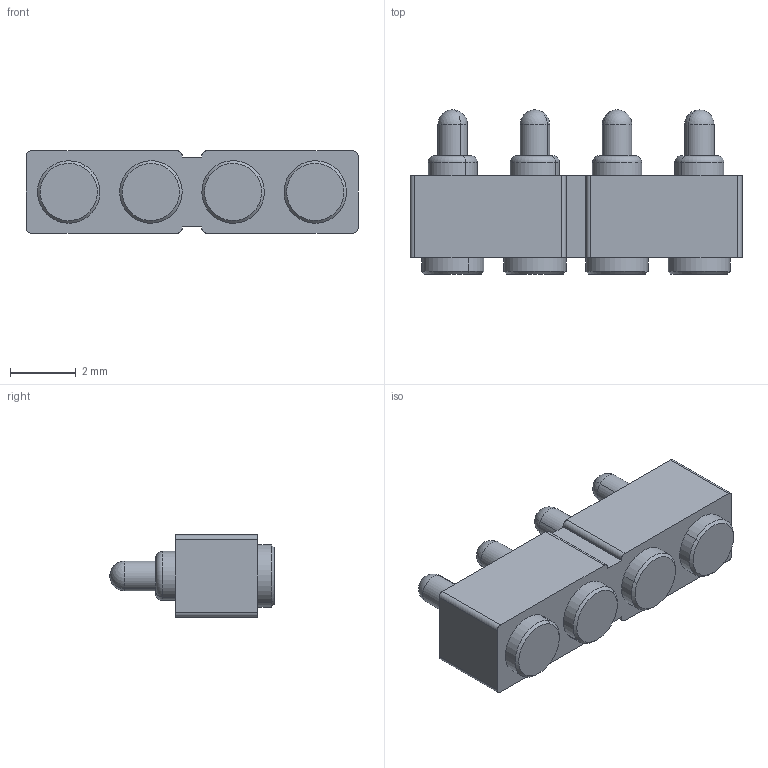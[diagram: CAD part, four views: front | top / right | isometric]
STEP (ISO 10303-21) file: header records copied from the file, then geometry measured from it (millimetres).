
FILE_DESCRIPTION (( 'STEP AP214' ), '1' );
FILE_NAME ('UEBK-13008.STEP', '2020-08-06T07:08:25', ( '' ), ( '' ), 'SwSTEP 2.0', 'SolidWorks 2020', '' );
FILE_SCHEMA (( 'AUTOMOTIVE_DESIGN' ));
Length unit declared in the file: millimetre
Products named in the file (3): UEBK-13008; UEBK-13008-Pin; UEBK-13008-Gehäuse
Assembly tree (5 placements, depth 2):
  UEBK-13008
    UEBK-13008-Gehäuse
    UEBK-13008-Pin  x4
Bounding box: 10.1 x 5 x 2.5 mm (x, y, z)
Volume: 75.3 mm3; surface area: 250.1 mm2
Topology: 5 solids, 5 shells, 90 faces, 212 edges, 132 vertices
Faces by surface type: cylinder 40, plane 26, cone 8, torus 8, sphere 8
Entity records: 1508 total; most frequent: DIRECTION 270, CARTESIAN_POINT 238, ORIENTED_EDGE 224, EDGE_CURVE 112, AXIS2_PLACEMENT_3D 105, VERTEX_POINT 73, LINE 60, VECTOR 60
